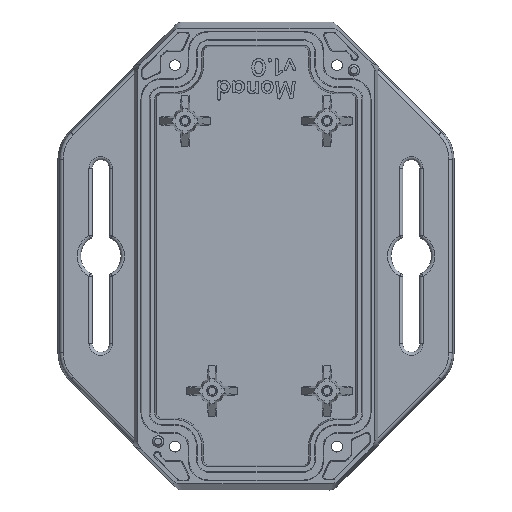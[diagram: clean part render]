
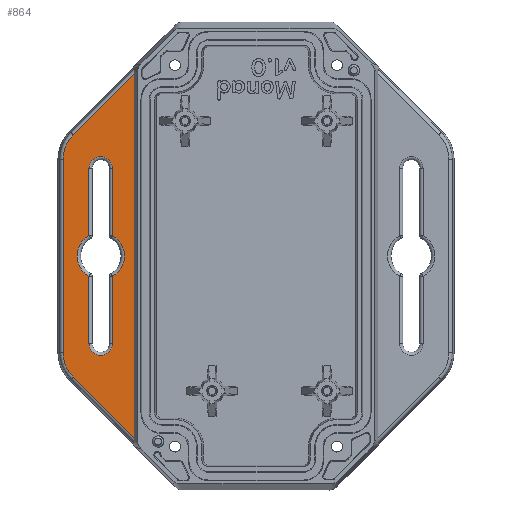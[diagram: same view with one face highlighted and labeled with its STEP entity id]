
A CAD part, top view. The second image highlights one B-rep face of the part: STEP entity #864.
In plain terms, the highlighted planar face has unit normal (0, 0, 1).
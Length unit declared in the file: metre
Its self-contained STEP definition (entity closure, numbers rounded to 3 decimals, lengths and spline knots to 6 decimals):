
#864=ADVANCED_FACE('0:334',(#2118,#2119),#2120,.T.);
#2118=FACE_OUTER_BOUND('',#4379,.T.);
#2119=FACE_BOUND('',#4380,.T.);
#2120=PLANE('',#4381);
#4379=EDGE_LOOP('',(#7260,#7261,#7262,#7263,#7264,#7265));
#4380=EDGE_LOOP('',(#7266,#7267,#7268,#7269,#7270,#7271,#7272,#7273));
#4381=AXIS2_PLACEMENT_3D('',#7274,#7275,#7276);
#7260=ORIENTED_EDGE('',*,*,#11603,.T.);
#7261=ORIENTED_EDGE('',*,*,#11604,.F.);
#7262=ORIENTED_EDGE('',*,*,#11605,.T.);
#7263=ORIENTED_EDGE('',*,*,#11606,.T.);
#7264=ORIENTED_EDGE('',*,*,#11607,.T.);
#7265=ORIENTED_EDGE('',*,*,#11608,.T.);
#7266=ORIENTED_EDGE('',*,*,#11609,.F.);
#7267=ORIENTED_EDGE('',*,*,#11610,.F.);
#7268=ORIENTED_EDGE('',*,*,#11611,.T.);
#7269=ORIENTED_EDGE('',*,*,#11612,.T.);
#7270=ORIENTED_EDGE('',*,*,#11613,.T.);
#7271=ORIENTED_EDGE('',*,*,#11448,.F.);
#7272=ORIENTED_EDGE('',*,*,#11614,.F.);
#7273=ORIENTED_EDGE('',*,*,#11615,.F.);
#7274=CARTESIAN_POINT('',(0.,0.,0.004));
#7275=DIRECTION('',(0.0,0.0,1.0));
#7276=DIRECTION('',(1.0,-0.0,0.0));
#11448=EDGE_CURVE('0:1978',#13600,#13601,#13602,.T.);
#11603=EDGE_CURVE('0:2296',#13806,#13807,#13808,.T.);
#11604=EDGE_CURVE('0:2299',#13809,#13807,#13810,.T.);
#11605=EDGE_CURVE('0:2302',#13809,#13811,#13812,.T.);
#11606=EDGE_CURVE('0:2305',#13811,#13813,#13814,.T.);
#11607=EDGE_CURVE('0:2308',#13813,#13815,#13816,.T.);
#11608=EDGE_CURVE('0:2311',#13815,#13806,#13817,.T.);
#11609=EDGE_CURVE('0:2314',#13818,#13819,#13820,.T.);
#11610=EDGE_CURVE('0:2317',#13821,#13818,#13822,.T.);
#11611=EDGE_CURVE('0:2320',#13821,#13823,#13824,.T.);
#11612=EDGE_CURVE('0:2323',#13823,#13825,#13826,.T.);
#11613=EDGE_CURVE('0:2326',#13825,#13601,#13827,.T.);
#11614=EDGE_CURVE('0:2329',#13828,#13600,#13829,.T.);
#11615=EDGE_CURVE('0:2332',#13819,#13828,#13830,.T.);
#13600=VERTEX_POINT('',#16854);
#13601=VERTEX_POINT('',#16855);
#13602=CIRCLE('',#16856,0.007);
#13806=VERTEX_POINT('',#17145);
#13807=VERTEX_POINT('',#17146);
#13808=LINE('',#17147,#17148);
#13809=VERTEX_POINT('',#17149);
#13810=LINE('',#17150,#17151);
#13811=VERTEX_POINT('',#17152);
#13812=LINE('',#17153,#17154);
#13813=VERTEX_POINT('',#17155);
#13814=CIRCLE('',#17156,0.010161);
#13815=VERTEX_POINT('',#17157);
#13816=LINE('',#17158,#17159);
#13817=CIRCLE('',#17160,0.010161);
#13818=VERTEX_POINT('',#17161);
#13819=VERTEX_POINT('',#17162);
#13820=LINE('',#17163,#17164);
#13821=VERTEX_POINT('',#17165);
#13822=CIRCLE('',#17166,0.007);
#13823=VERTEX_POINT('',#17167);
#13824=LINE('',#17168,#17169);
#13825=VERTEX_POINT('',#17170);
#13826=CIRCLE('',#17171,0.0035);
#13827=LINE('',#17172,#17173);
#13828=VERTEX_POINT('',#17174);
#13829=LINE('',#17175,#17176);
#13830=CIRCLE('',#17177,0.0035);
#16854=CARTESIAN_POINT('',(-0.0495,0.006062,0.004));
#16855=CARTESIAN_POINT('',(-0.0495,-0.006062,0.004));
#16856=AXIS2_PLACEMENT_3D('',#20909,#20910,#20911);
#17145=CARTESIAN_POINT('',(-0.054185,-0.035862,0.004));
#17146=CARTESIAN_POINT('',(-0.036073,-0.053974,0.004));
#17147=CARTESIAN_POINT('',(-0.054185,-0.035862,0.004));
#17148=VECTOR('',#21084,0.001);
#17149=CARTESIAN_POINT('',(-0.036073,0.053974,0.004));
#17150=CARTESIAN_POINT('',(-0.036073,-0.05,0.004));
#17151=VECTOR('',#21085,0.001);
#17152=CARTESIAN_POINT('',(-0.054185,0.035862,0.004));
#17153=CARTESIAN_POINT('',(-0.031957,0.05809,0.004));
#17154=VECTOR('',#21086,0.001);
#17155=CARTESIAN_POINT('',(-0.057161,0.028677,0.004));
#17156=AXIS2_PLACEMENT_3D('',#21087,#21088,#21089);
#17157=CARTESIAN_POINT('',(-0.057161,-0.028677,0.004));
#17158=CARTESIAN_POINT('',(-0.057161,0.028677,0.004));
#17159=VECTOR('',#21090,0.001);
#17160=AXIS2_PLACEMENT_3D('',#21091,#21092,#21093);
#17161=CARTESIAN_POINT('',(-0.0425,0.006062,0.004));
#17162=CARTESIAN_POINT('',(-0.0425,0.026,0.004));
#17163=CARTESIAN_POINT('',(-0.0425,0.005454,0.004));
#17164=VECTOR('',#21094,0.001);
#17165=CARTESIAN_POINT('',(-0.0425,-0.006062,0.004));
#17166=AXIS2_PLACEMENT_3D('',#21095,#21096,#21097);
#17167=CARTESIAN_POINT('',(-0.0425,-0.026,0.004));
#17168=CARTESIAN_POINT('',(-0.0425,-0.005454,0.004));
#17169=VECTOR('',#21098,0.001);
#17170=CARTESIAN_POINT('',(-0.0495,-0.026,0.004));
#17171=AXIS2_PLACEMENT_3D('',#21099,#21100,#21101);
#17172=CARTESIAN_POINT('',(-0.0495,-0.026,0.004));
#17173=VECTOR('',#21102,0.001);
#17174=CARTESIAN_POINT('',(-0.0495,0.026,0.004));
#17175=CARTESIAN_POINT('',(-0.0495,0.026,0.004));
#17176=VECTOR('',#21103,0.001);
#17177=AXIS2_PLACEMENT_3D('',#21104,#21105,#21106);
#20909=CARTESIAN_POINT('',(-0.046,0.0,0.004));
#20910=DIRECTION('',(0.0,0.0,1.0));
#20911=DIRECTION('',(-0.417,0.909,0.0));
#21084=DIRECTION('',(0.707,-0.707,0.0));
#21085=DIRECTION('',(0.,-1.0,0.0));
#21086=DIRECTION('',(-0.707,-0.707,0.0));
#21087=CARTESIAN_POINT('',(-0.047,0.028677,0.004));
#21088=DIRECTION('',(0.0,0.0,1.0));
#21089=DIRECTION('',(-0.707,0.707,0.0));
#21090=DIRECTION('',(0.0,-1.0,0.0));
#21091=CARTESIAN_POINT('',(-0.047,-0.028677,0.004));
#21092=DIRECTION('',(0.0,0.0,1.0));
#21093=DIRECTION('',(-1.0,0.,0.0));
#21094=DIRECTION('',(0.0,1.0,0.0));
#21095=CARTESIAN_POINT('',(-0.046,0.0,0.004));
#21096=DIRECTION('',(-0.0,0.0,1.0));
#21097=DIRECTION('',(0.417,-0.909,0.0));
#21098=DIRECTION('',(0.0,-1.0,0.0));
#21099=CARTESIAN_POINT('',(-0.046,-0.026,0.004));
#21100=DIRECTION('',(0.0,-0.0,-1.0));
#21101=DIRECTION('',(1.0,0.,0.0));
#21102=DIRECTION('',(0.0,1.0,0.0));
#21103=DIRECTION('',(-0.0,-1.0,-0.0));
#21104=CARTESIAN_POINT('',(-0.046,0.026,0.004));
#21105=DIRECTION('',(0.0,-0.0,1.0));
#21106=DIRECTION('',(1.0,0.,0.0));
